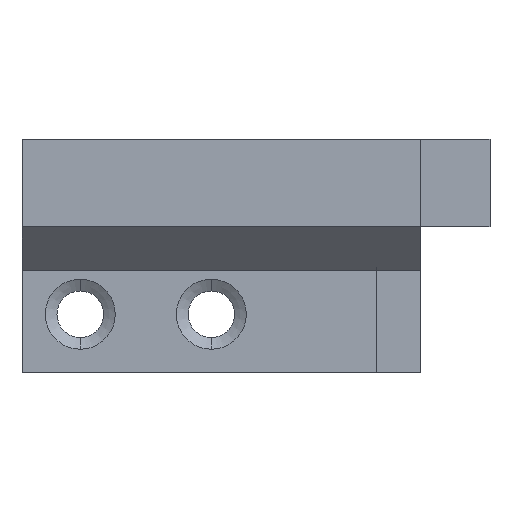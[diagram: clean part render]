
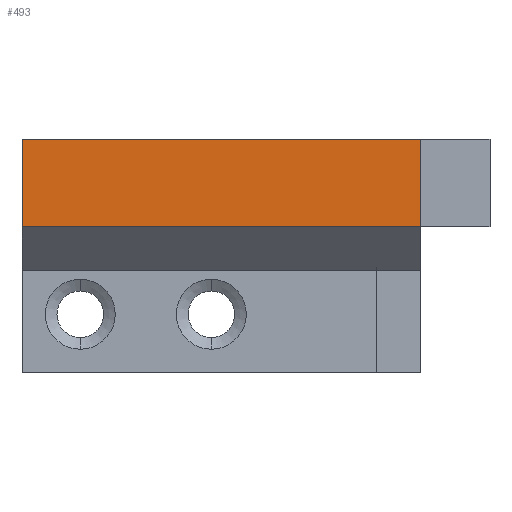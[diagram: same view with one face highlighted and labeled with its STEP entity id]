
A CAD part, front view. The second image highlights one B-rep face of the part: STEP entity #493.
In plain terms, the highlighted planar face has unit normal (0, -1, 0).
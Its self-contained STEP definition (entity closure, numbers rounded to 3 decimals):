
#37 = EDGE_CURVE ( 'NONE', #2062, #2940, #1424, .T. ) ;
#118 = CARTESIAN_POINT ( 'NONE',  ( 6.628, -3.673, 3. ) ) ;
#368 = LINE ( 'NONE', #1079, #1590 ) ;
#493 = ADVANCED_FACE ( 'NONE', ( #2585 ), #561, .F. ) ;
#561 = PLANE ( 'NONE',  #1039 ) ;
#706 = DIRECTION ( 'NONE',  ( 0., 0., -1. ) ) ;
#888 = ORIENTED_EDGE ( 'NONE', *, *, #2367, .F. ) ;
#1031 = DIRECTION ( 'NONE',  ( -1., 0., 0. ) ) ;
#1039 = AXIS2_PLACEMENT_3D ( 'NONE', #1288, #2638, #1307 ) ;
#1079 = CARTESIAN_POINT ( 'NONE',  ( 2.54, -3.673, 3. ) ) ;
#1111 = VECTOR ( 'NONE', #1908, 1000. ) ;
#1189 = VERTEX_POINT ( 'NONE', #2560 ) ;
#1201 = CARTESIAN_POINT ( 'NONE',  ( 6.628, -3.673, 3. ) ) ;
#1224 = VECTOR ( 'NONE', #1031, 1000. ) ;
#1288 = CARTESIAN_POINT ( 'NONE',  ( 2.54, -3.673, 3. ) ) ;
#1307 = DIRECTION ( 'NONE',  ( -1., 0., 0. ) ) ;
#1308 = EDGE_LOOP ( 'NONE', ( #3044, #888, #1829, #2164 ) ) ;
#1372 = EDGE_CURVE ( 'NONE', #2602, #2062, #368, .T. ) ;
#1424 = LINE ( 'NONE', #1201, #1750 ) ;
#1590 = VECTOR ( 'NONE', #3178, 1000. ) ;
#1750 = VECTOR ( 'NONE', #706, 1000. ) ;
#1829 = ORIENTED_EDGE ( 'NONE', *, *, #37, .F. ) ;
#1908 = DIRECTION ( 'NONE',  ( 0., 0., -1. ) ) ;
#2062 = VERTEX_POINT ( 'NONE', #118 ) ;
#2127 = LINE ( 'NONE', #2581, #1224 ) ;
#2164 = ORIENTED_EDGE ( 'NONE', *, *, #1372, .F. ) ;
#2174 = CARTESIAN_POINT ( 'NONE',  ( -7.04, -3.673, -5. ) ) ;
#2191 = CARTESIAN_POINT ( 'NONE',  ( -7.04, -3.673, 3. ) ) ;
#2367 = EDGE_CURVE ( 'NONE', #2940, #1189, #2127, .T. ) ;
#2493 = LINE ( 'NONE', #2174, #1111 ) ;
#2555 = EDGE_CURVE ( 'NONE', #2602, #1189, #2493, .T. ) ;
#2560 = CARTESIAN_POINT ( 'NONE',  ( -7.04, -3.673, 0. ) ) ;
#2581 = CARTESIAN_POINT ( 'NONE',  ( 9.028, -3.673, 0. ) ) ;
#2585 = FACE_OUTER_BOUND ( 'NONE', #1308, .T. ) ;
#2602 = VERTEX_POINT ( 'NONE', #2191 ) ;
#2638 = DIRECTION ( 'NONE',  ( 0., 1., 0. ) ) ;
#2892 = CARTESIAN_POINT ( 'NONE',  ( 6.628, -3.673, 0. ) ) ;
#2940 = VERTEX_POINT ( 'NONE', #2892 ) ;
#3044 = ORIENTED_EDGE ( 'NONE', *, *, #2555, .T. ) ;
#3178 = DIRECTION ( 'NONE',  ( 1., 0., 0. ) ) ;
